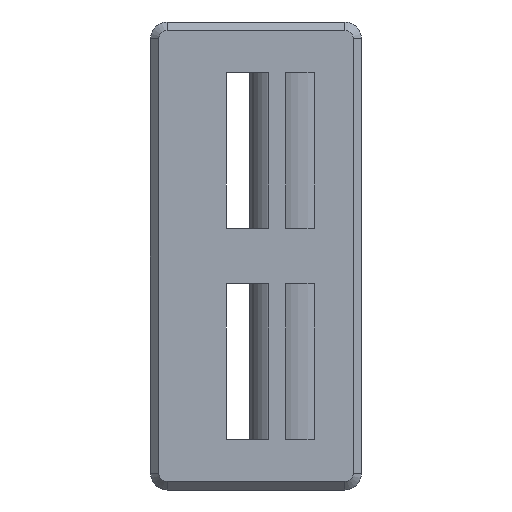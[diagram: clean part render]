
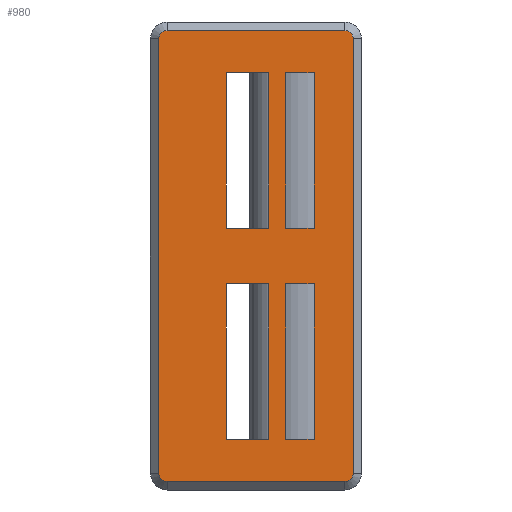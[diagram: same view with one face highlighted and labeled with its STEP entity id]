
A CAD part, left-side view. The second image highlights one B-rep face of the part: STEP entity #980.
In plain terms, the highlighted face is planar.
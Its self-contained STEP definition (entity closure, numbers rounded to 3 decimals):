
#38=FACE_BOUND('',#152,.T.);
#39=FACE_BOUND('',#153,.T.);
#40=FACE_BOUND('',#154,.T.);
#41=FACE_BOUND('',#155,.T.);
#53=PLANE('',#1080);
#92=FACE_OUTER_BOUND('',#151,.T.);
#151=EDGE_LOOP('',(#752,#753,#754,#755,#756,#757,#758,#759));
#152=EDGE_LOOP('',(#760,#761,#762,#763));
#153=EDGE_LOOP('',(#764,#765,#766,#767));
#154=EDGE_LOOP('',(#768,#769,#770,#771));
#155=EDGE_LOOP('',(#772,#773,#774,#775));
#213=LINE('',#1515,#310);
#215=LINE('',#1524,#312);
#221=LINE('',#1539,#318);
#225=LINE('',#1551,#322);
#239=LINE('',#1583,#336);
#240=LINE('',#1585,#337);
#241=LINE('',#1587,#338);
#242=LINE('',#1588,#339);
#243=LINE('',#1591,#340);
#244=LINE('',#1593,#341);
#245=LINE('',#1595,#342);
#246=LINE('',#1596,#343);
#247=LINE('',#1599,#344);
#248=LINE('',#1601,#345);
#249=LINE('',#1603,#346);
#250=LINE('',#1604,#347);
#251=LINE('',#1607,#348);
#252=LINE('',#1609,#349);
#253=LINE('',#1611,#350);
#254=LINE('',#1612,#351);
#310=VECTOR('',#1204,10.);
#312=VECTOR('',#1214,10.);
#318=VECTOR('',#1228,10.);
#322=VECTOR('',#1240,10.);
#336=VECTOR('',#1270,10.);
#337=VECTOR('',#1271,10.);
#338=VECTOR('',#1272,10.);
#339=VECTOR('',#1273,10.);
#340=VECTOR('',#1274,10.);
#341=VECTOR('',#1275,10.);
#342=VECTOR('',#1276,10.);
#343=VECTOR('',#1277,10.);
#344=VECTOR('',#1278,10.);
#345=VECTOR('',#1279,10.);
#346=VECTOR('',#1280,10.);
#347=VECTOR('',#1281,10.);
#348=VECTOR('',#1282,10.);
#349=VECTOR('',#1283,10.);
#350=VECTOR('',#1284,10.);
#351=VECTOR('',#1285,10.);
#398=CIRCLE('',#1063,0.5);
#400=CIRCLE('',#1067,0.5);
#402=CIRCLE('',#1071,0.5);
#404=CIRCLE('',#1075,0.5);
#455=VERTEX_POINT('',#1508);
#458=VERTEX_POINT('',#1513);
#459=VERTEX_POINT('',#1517);
#461=VERTEX_POINT('',#1523);
#463=VERTEX_POINT('',#1529);
#465=VERTEX_POINT('',#1535);
#467=VERTEX_POINT('',#1541);
#469=VERTEX_POINT('',#1547);
#479=VERTEX_POINT('',#1581);
#480=VERTEX_POINT('',#1582);
#481=VERTEX_POINT('',#1584);
#482=VERTEX_POINT('',#1586);
#483=VERTEX_POINT('',#1589);
#484=VERTEX_POINT('',#1590);
#485=VERTEX_POINT('',#1592);
#486=VERTEX_POINT('',#1594);
#487=VERTEX_POINT('',#1597);
#488=VERTEX_POINT('',#1598);
#489=VERTEX_POINT('',#1600);
#490=VERTEX_POINT('',#1602);
#491=VERTEX_POINT('',#1605);
#492=VERTEX_POINT('',#1606);
#493=VERTEX_POINT('',#1608);
#494=VERTEX_POINT('',#1610);
#551=EDGE_CURVE('',#458,#455,#213,.T.);
#554=EDGE_CURVE('',#455,#459,#398,.T.);
#555=EDGE_CURVE('',#459,#461,#215,.T.);
#560=EDGE_CURVE('',#461,#463,#400,.T.);
#563=EDGE_CURVE('',#463,#465,#221,.T.);
#566=EDGE_CURVE('',#465,#467,#402,.T.);
#569=EDGE_CURVE('',#467,#469,#225,.T.);
#571=EDGE_CURVE('',#469,#458,#404,.T.);
#585=EDGE_CURVE('',#479,#480,#239,.T.);
#586=EDGE_CURVE('',#479,#481,#240,.T.);
#587=EDGE_CURVE('',#482,#481,#241,.T.);
#588=EDGE_CURVE('',#480,#482,#242,.T.);
#589=EDGE_CURVE('',#483,#484,#243,.T.);
#590=EDGE_CURVE('',#485,#483,#244,.T.);
#591=EDGE_CURVE('',#486,#485,#245,.T.);
#592=EDGE_CURVE('',#484,#486,#246,.T.);
#593=EDGE_CURVE('',#487,#488,#247,.T.);
#594=EDGE_CURVE('',#489,#487,#248,.T.);
#595=EDGE_CURVE('',#490,#489,#249,.T.);
#596=EDGE_CURVE('',#490,#488,#250,.T.);
#597=EDGE_CURVE('',#491,#492,#251,.T.);
#598=EDGE_CURVE('',#493,#491,#252,.T.);
#599=EDGE_CURVE('',#493,#494,#253,.T.);
#600=EDGE_CURVE('',#492,#494,#254,.T.);
#752=ORIENTED_EDGE('',*,*,#551,.F.);
#753=ORIENTED_EDGE('',*,*,#571,.F.);
#754=ORIENTED_EDGE('',*,*,#569,.F.);
#755=ORIENTED_EDGE('',*,*,#566,.F.);
#756=ORIENTED_EDGE('',*,*,#563,.F.);
#757=ORIENTED_EDGE('',*,*,#560,.F.);
#758=ORIENTED_EDGE('',*,*,#555,.F.);
#759=ORIENTED_EDGE('',*,*,#554,.F.);
#760=ORIENTED_EDGE('',*,*,#585,.F.);
#761=ORIENTED_EDGE('',*,*,#586,.T.);
#762=ORIENTED_EDGE('',*,*,#587,.F.);
#763=ORIENTED_EDGE('',*,*,#588,.F.);
#764=ORIENTED_EDGE('',*,*,#589,.F.);
#765=ORIENTED_EDGE('',*,*,#590,.F.);
#766=ORIENTED_EDGE('',*,*,#591,.F.);
#767=ORIENTED_EDGE('',*,*,#592,.F.);
#768=ORIENTED_EDGE('',*,*,#593,.F.);
#769=ORIENTED_EDGE('',*,*,#594,.F.);
#770=ORIENTED_EDGE('',*,*,#595,.F.);
#771=ORIENTED_EDGE('',*,*,#596,.T.);
#772=ORIENTED_EDGE('',*,*,#597,.F.);
#773=ORIENTED_EDGE('',*,*,#598,.F.);
#774=ORIENTED_EDGE('',*,*,#599,.T.);
#775=ORIENTED_EDGE('',*,*,#600,.F.);
#980=ADVANCED_FACE('',(#92,#38,#39,#40,#41),#53,.T.);
#1063=AXIS2_PLACEMENT_3D('',#1521,#1210,#1211);
#1067=AXIS2_PLACEMENT_3D('',#1533,#1222,#1223);
#1071=AXIS2_PLACEMENT_3D('',#1545,#1234,#1235);
#1075=AXIS2_PLACEMENT_3D('',#1554,#1245,#1246);
#1080=AXIS2_PLACEMENT_3D('',#1580,#1268,#1269);
#1204=DIRECTION('',(0.,1.,0.));
#1210=DIRECTION('center_axis',(-1.,0.,0.));
#1211=DIRECTION('ref_axis',(0.,0.707,0.707));
#1214=DIRECTION('',(0.,0.,-1.));
#1222=DIRECTION('center_axis',(-1.,0.,0.));
#1223=DIRECTION('ref_axis',(0.,0.707,-0.707));
#1228=DIRECTION('',(0.,-1.,0.));
#1234=DIRECTION('center_axis',(-1.,0.,0.));
#1235=DIRECTION('ref_axis',(0.,-0.707,-0.707));
#1240=DIRECTION('',(0.,0.,1.));
#1245=DIRECTION('center_axis',(-1.,0.,0.));
#1246=DIRECTION('ref_axis',(0.,-0.707,0.707));
#1268=DIRECTION('center_axis',(1.,0.,0.));
#1269=DIRECTION('ref_axis',(0.,1.,0.));
#1270=DIRECTION('',(0.,1.,0.));
#1271=DIRECTION('',(0.,0.,1.));
#1272=DIRECTION('',(0.,-1.,0.));
#1273=DIRECTION('',(0.,0.,1.));
#1274=DIRECTION('',(0.,0.,-1.));
#1275=DIRECTION('',(0.,-1.,0.));
#1276=DIRECTION('',(0.,0.,1.));
#1277=DIRECTION('',(0.,1.,0.));
#1278=DIRECTION('',(0.,-1.,0.));
#1279=DIRECTION('',(0.,0.,1.));
#1280=DIRECTION('',(0.,1.,0.));
#1281=DIRECTION('',(0.,0.,1.));
#1282=DIRECTION('',(0.,0.,1.));
#1283=DIRECTION('',(0.,1.,0.));
#1284=DIRECTION('',(0.,0.,1.));
#1285=DIRECTION('',(0.,-1.,0.));
#1508=CARTESIAN_POINT('',(72.505,134.372,86.501));
#1513=CARTESIAN_POINT('',(72.505,123.872,86.501));
#1515=CARTESIAN_POINT('',(72.505,126.122,86.501));
#1517=CARTESIAN_POINT('',(72.505,134.872,86.001));
#1521=CARTESIAN_POINT('Origin',(72.505,134.372,86.001));
#1523=CARTESIAN_POINT('',(72.505,134.872,60.301));
#1524=CARTESIAN_POINT('',(72.505,134.872,62.401));
#1529=CARTESIAN_POINT('',(72.505,134.372,59.801));
#1533=CARTESIAN_POINT('Origin',(72.505,134.372,60.301));
#1535=CARTESIAN_POINT('',(72.505,123.872,59.801));
#1539=CARTESIAN_POINT('',(72.505,126.122,59.801));
#1541=CARTESIAN_POINT('',(72.505,123.372,60.301));
#1545=CARTESIAN_POINT('Origin',(72.505,123.872,60.301));
#1547=CARTESIAN_POINT('',(72.505,123.372,86.001));
#1551=CARTESIAN_POINT('',(72.505,123.372,62.401));
#1554=CARTESIAN_POINT('Origin',(72.505,123.872,86.001));
#1580=CARTESIAN_POINT('Origin',(72.505,122.872,62.401));
#1581=CARTESIAN_POINT('',(72.505,128.372,62.301));
#1582=CARTESIAN_POINT('',(72.505,130.872,62.301));
#1583=CARTESIAN_POINT('',(72.505,126.122,62.301));
#1584=CARTESIAN_POINT('',(72.505,128.372,71.501));
#1585=CARTESIAN_POINT('',(72.505,128.372,62.401));
#1586=CARTESIAN_POINT('',(72.505,130.872,71.501));
#1587=CARTESIAN_POINT('',(72.505,126.122,71.501));
#1588=CARTESIAN_POINT('',(72.505,130.872,62.401));
#1589=CARTESIAN_POINT('',(72.505,125.682,71.501));
#1590=CARTESIAN_POINT('',(72.505,125.682,62.301));
#1591=CARTESIAN_POINT('',(72.505,125.682,62.401));
#1592=CARTESIAN_POINT('',(72.505,127.372,71.501));
#1593=CARTESIAN_POINT('',(72.505,126.122,71.501));
#1594=CARTESIAN_POINT('',(72.505,127.372,62.301));
#1595=CARTESIAN_POINT('',(72.505,127.372,62.401));
#1596=CARTESIAN_POINT('',(72.505,126.122,62.301));
#1597=CARTESIAN_POINT('',(72.505,127.372,84.001));
#1598=CARTESIAN_POINT('',(72.505,125.682,84.001));
#1599=CARTESIAN_POINT('',(72.505,126.122,84.001));
#1600=CARTESIAN_POINT('',(72.505,127.372,74.801));
#1601=CARTESIAN_POINT('',(72.505,127.372,74.801));
#1602=CARTESIAN_POINT('',(72.505,125.682,74.801));
#1603=CARTESIAN_POINT('',(72.505,126.122,74.801));
#1604=CARTESIAN_POINT('',(72.505,125.682,74.801));
#1605=CARTESIAN_POINT('',(72.505,130.872,74.801));
#1606=CARTESIAN_POINT('',(72.505,130.872,84.001));
#1607=CARTESIAN_POINT('',(72.505,130.872,74.801));
#1608=CARTESIAN_POINT('',(72.505,128.372,74.801));
#1609=CARTESIAN_POINT('',(72.505,126.122,74.801));
#1610=CARTESIAN_POINT('',(72.505,128.372,84.001));
#1611=CARTESIAN_POINT('',(72.505,128.372,74.801));
#1612=CARTESIAN_POINT('',(72.505,126.122,84.001));
